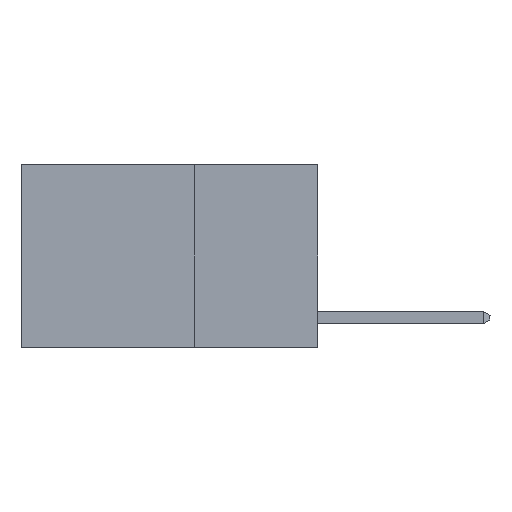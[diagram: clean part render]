
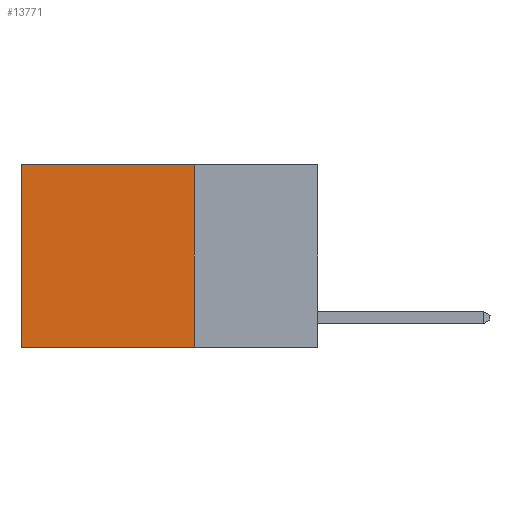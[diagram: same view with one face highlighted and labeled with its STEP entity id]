
A CAD part, left-side view. The second image highlights one B-rep face of the part: STEP entity #13771.
In plain terms, the highlighted planar face has unit normal (-1, 0, 0).
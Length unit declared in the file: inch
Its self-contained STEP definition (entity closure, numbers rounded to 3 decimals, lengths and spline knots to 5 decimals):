
#2406 = PLANE ( 'NONE',  #11634 ) ;
#3976 = VECTOR ( 'NONE', #5607, 39.37008 ) ;
#5196 = EDGE_CURVE ( 'NONE', #25074, #10563, #8678, .T. ) ;
#5407 = LINE ( 'NONE', #28276, #7162 ) ;
#5607 = DIRECTION ( 'NONE',  ( 0., 0., -1. ) ) ;
#5810 = ORIENTED_EDGE ( 'NONE', *, *, #13014, .F. ) ;
#6814 = CARTESIAN_POINT ( 'NONE',  ( 0.2625, 0.25, -0.37 ) ) ;
#7162 = VECTOR ( 'NONE', #19109, 39.37008 ) ;
#8293 = EDGE_CURVE ( 'NONE', #8572, #10563, #5407, .T. ) ;
#8572 = VERTEX_POINT ( 'NONE', #21001 ) ;
#8678 = LINE ( 'NONE', #24776, #17185 ) ;
#10563 = VERTEX_POINT ( 'NONE', #13127 ) ;
#10729 = CARTESIAN_POINT ( 'NONE',  ( 0.2625, 0.25, 0. ) ) ;
#11634 = AXIS2_PLACEMENT_3D ( 'NONE', #16102, #27522, #13847 ) ;
#12165 = EDGE_CURVE ( 'NONE', #17329, #8572, #14756, .T. ) ;
#12537 = LINE ( 'NONE', #10729, #3976 ) ;
#13014 = EDGE_CURVE ( 'NONE', #17329, #25074, #12537, .T. ) ;
#13127 = CARTESIAN_POINT ( 'NONE',  ( 0.2625, 0.6, -0.37 ) ) ;
#13771 = ADVANCED_FACE ( 'NONE', ( #14286 ), #2406, .F. ) ;
#13847 = DIRECTION ( 'NONE',  ( 0., 0., -1. ) ) ;
#14286 = FACE_OUTER_BOUND ( 'NONE', #18751, .T. ) ;
#14756 = LINE ( 'NONE', #26024, #28425 ) ;
#16102 = CARTESIAN_POINT ( 'NONE',  ( 0.2625, 0.25, 0. ) ) ;
#17185 = VECTOR ( 'NONE', #18167, 39.37008 ) ;
#17329 = VERTEX_POINT ( 'NONE', #25058 ) ;
#18167 = DIRECTION ( 'NONE',  ( 0., 1., 0. ) ) ;
#18751 = EDGE_LOOP ( 'NONE', ( #21275, #29594, #5810, #23848 ) ) ;
#19109 = DIRECTION ( 'NONE',  ( 0., 0., -1. ) ) ;
#21001 = CARTESIAN_POINT ( 'NONE',  ( 0.2625, 0.6, 0. ) ) ;
#21275 = ORIENTED_EDGE ( 'NONE', *, *, #8293, .T. ) ;
#21827 = DIRECTION ( 'NONE',  ( 0., 1., 0. ) ) ;
#23848 = ORIENTED_EDGE ( 'NONE', *, *, #12165, .T. ) ;
#24776 = CARTESIAN_POINT ( 'NONE',  ( 0.2625, 0.25, -0.37 ) ) ;
#25058 = CARTESIAN_POINT ( 'NONE',  ( 0.2625, 0.25, 0. ) ) ;
#25074 = VERTEX_POINT ( 'NONE', #6814 ) ;
#26024 = CARTESIAN_POINT ( 'NONE',  ( 0.2625, 0.25, 0. ) ) ;
#27522 = DIRECTION ( 'NONE',  ( 1., 0., 0. ) ) ;
#28276 = CARTESIAN_POINT ( 'NONE',  ( 0.2625, 0.6, 0. ) ) ;
#28425 = VECTOR ( 'NONE', #21827, 39.37008 ) ;
#29594 = ORIENTED_EDGE ( 'NONE', *, *, #5196, .F. ) ;
